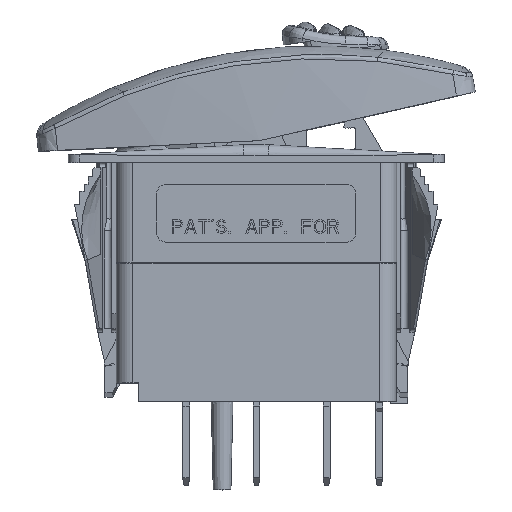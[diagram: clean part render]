
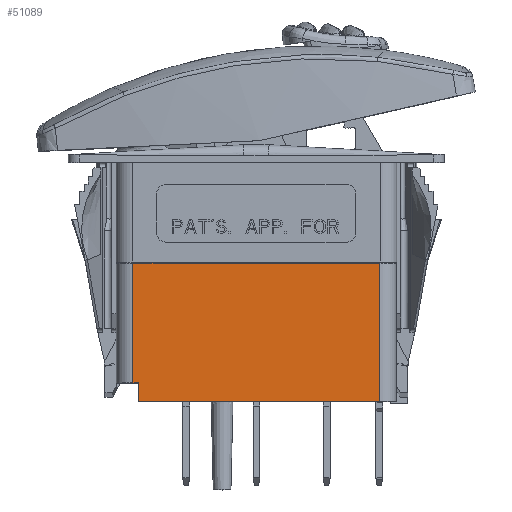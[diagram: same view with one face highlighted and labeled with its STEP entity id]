
A CAD part, top view. The second image highlights one B-rep face of the part: STEP entity #51089.
In plain terms, the highlighted planar face has unit normal (0, 0, 1).
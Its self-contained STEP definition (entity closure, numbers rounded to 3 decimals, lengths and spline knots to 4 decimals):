
#1319=DIRECTION('',(0.,-1.,0.));
#1320=VECTOR('',#1319,0.542);
#1321=CARTESIAN_POINT('',(-0.558,0.,0.41));
#1322=LINE('',#1321,#1320);
#1337=DIRECTION('',(-1.,0.,0.));
#1338=VECTOR('',#1337,1.116);
#1339=CARTESIAN_POINT('',(0.558,0.,0.41));
#1340=LINE('',#1339,#1338);
#1341=DIRECTION('',(1.,0.,0.));
#1342=VECTOR('',#1341,1.089);
#1343=CARTESIAN_POINT('',(-0.531,-0.625,0.41));
#1344=LINE('',#1343,#1342);
#1345=DIRECTION('',(0.,1.,0.));
#1346=VECTOR('',#1345,0.083);
#1347=CARTESIAN_POINT('',(-0.531,-0.625,0.41));
#1348=LINE('',#1347,#1346);
#1349=DIRECTION('',(1.,0.,0.));
#1350=VECTOR('',#1349,0.027);
#1351=CARTESIAN_POINT('',(-0.558,-0.542,0.41));
#1352=LINE('',#1351,#1350);
#1366=DIRECTION('',(0.,1.,0.));
#1367=VECTOR('',#1366,0.625);
#1368=CARTESIAN_POINT('',(0.558,-0.625,0.41));
#1369=LINE('',#1368,#1367);
#40332=CARTESIAN_POINT('',(-0.558,0.,0.41));
#40333=CARTESIAN_POINT('',(-0.558,-0.542,0.41));
#40334=VERTEX_POINT('',#40332);
#40335=VERTEX_POINT('',#40333);
#40354=CARTESIAN_POINT('',(0.558,-0.625,0.41));
#40355=CARTESIAN_POINT('',(0.558,0.,0.41));
#40356=VERTEX_POINT('',#40354);
#40357=VERTEX_POINT('',#40355);
#40594=CARTESIAN_POINT('',(-0.531,-0.625,0.41));
#40595=CARTESIAN_POINT('',(-0.531,-0.542,0.41));
#40596=VERTEX_POINT('',#40594);
#40597=VERTEX_POINT('',#40595);
#51072=CARTESIAN_POINT('',(0.,0.,0.41));
#51073=DIRECTION('',(0.,0.,1.));
#51074=DIRECTION('',(1.,0.,0.));
#51075=AXIS2_PLACEMENT_3D('',#51072,#51073,#51074);
#51076=PLANE('',#51075);
#51077=ORIENTED_EDGE('',*,*,#51063,.F.);
#51078=ORIENTED_EDGE('',*,*,#50901,.F.);
#51080=ORIENTED_EDGE('',*,*,#51079,.F.);
#51082=ORIENTED_EDGE('',*,*,#51081,.F.);
#51084=ORIENTED_EDGE('',*,*,#51083,.T.);
#51086=ORIENTED_EDGE('',*,*,#51085,.F.);
#51087=EDGE_LOOP('',(#51077,#51078,#51080,#51082,#51084,#51086));
#51088=FACE_OUTER_BOUND('',#51087,.F.);
#50901=EDGE_CURVE('',#40357,#40334,#1340,.T.);
#51063=EDGE_CURVE('',#40334,#40335,#1322,.T.);
#51079=EDGE_CURVE('',#40356,#40357,#1369,.T.);
#51081=EDGE_CURVE('',#40596,#40356,#1344,.T.);
#51083=EDGE_CURVE('',#40596,#40597,#1348,.T.);
#51085=EDGE_CURVE('',#40335,#40597,#1352,.T.);
#51089=ADVANCED_FACE('',(#51088),#51076,.T.);
